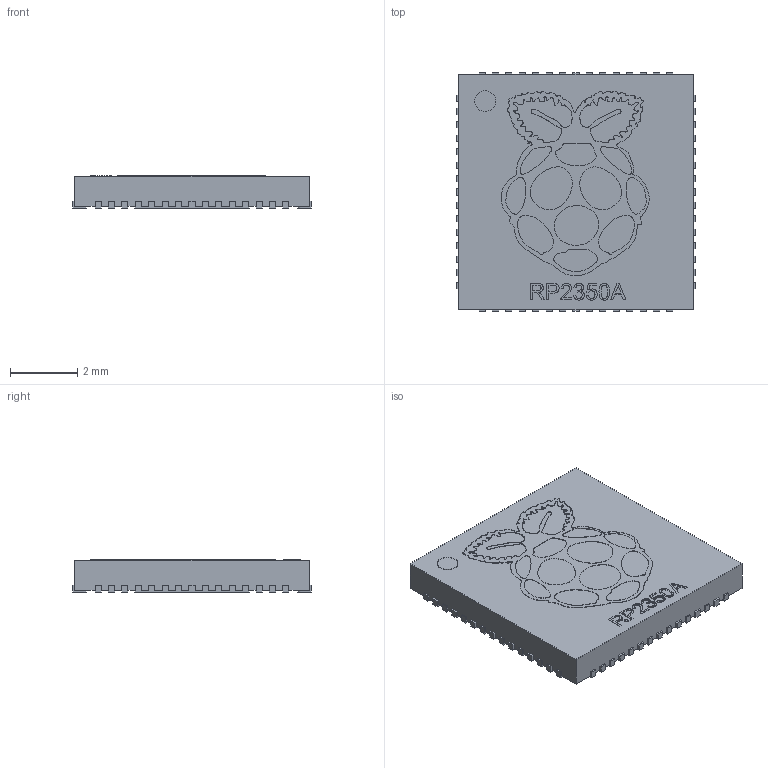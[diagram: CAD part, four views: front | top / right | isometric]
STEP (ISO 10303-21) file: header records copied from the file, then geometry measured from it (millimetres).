
FILE_DESCRIPTION(/* description */ ('Unknown'),/* implementation_level */ '2;1');
FILE_NAME(/* name */ 'RP2350A',/* time_stamp */ '2024-09-04T23:25:03-04:00',/* author */ ('Unknown'),/* organization */ ('Unknown'),/* preprocessor_version */ 'ST-DEVELOPER v16.7',/* originating_system */ 'Solid Edge',/* authorisation */ 'Unknown');
FILE_SCHEMA (('AUTOMOTIVE_DESIGN {1 0 10303 214 3 1 1}'));
Length unit declared in the file: millimetre
Products named in the file (1): RP2350A
Bounding box: 7.1 x 7.1 x 0.96 mm (x, y, z)
Volume: 46.4 mm3; surface area: 136.7 mm2
Topology: 1 solids, 21 shells, 687 faces, 1854 edges, 1236 vertices
Faces by surface type: plane 495, cylinder 121, bspline 71
Full cylindrical faces by diameter (mm): 0.624 x1
Entity records: 30883 total; most frequent: CARTESIAN_POINT 9566, ORIENTED_EDGE 3666, DIRECTION 2931, EDGE_CURVE 1833, VERTEX_POINT 1236, LINE 1213, VECTOR 1213, AXIS2_PLACEMENT_3D 859
